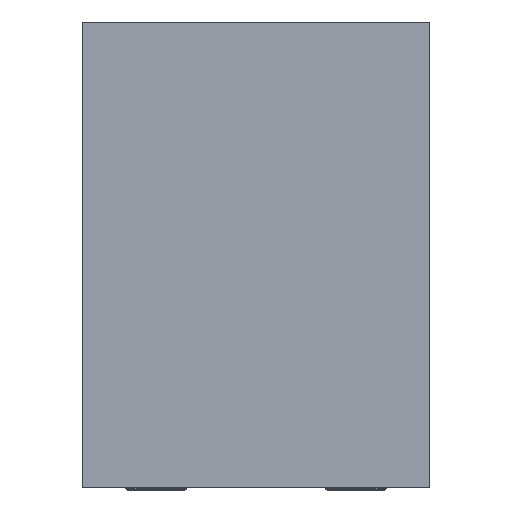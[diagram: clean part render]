
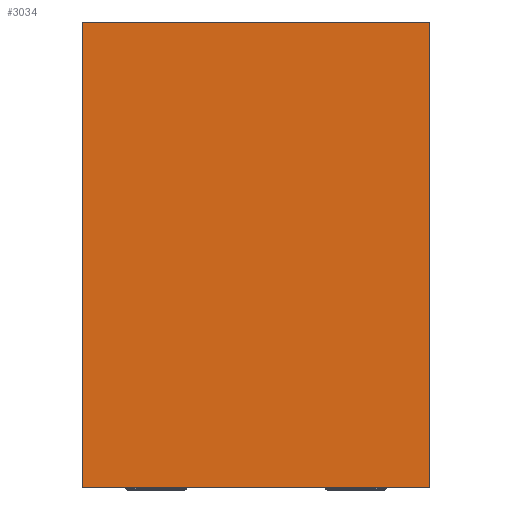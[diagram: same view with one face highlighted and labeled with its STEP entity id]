
A CAD part, top view. The second image highlights one B-rep face of the part: STEP entity #3034.
In plain terms, the highlighted planar face has unit normal (0, 0, 1).
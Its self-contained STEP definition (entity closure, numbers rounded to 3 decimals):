
#340 = PLANE('',#341);
#341 = AXIS2_PLACEMENT_3D('',#342,#343,#344);
#342 = CARTESIAN_POINT('',(-7.95,10.65,0.));
#343 = DIRECTION('',(0.,1.,0.));
#344 = DIRECTION('',(1.,0.,0.));
#366 = PLANE('',#367);
#367 = AXIS2_PLACEMENT_3D('',#368,#369,#370);
#368 = CARTESIAN_POINT('',(-7.95,-10.65,0.));
#369 = DIRECTION('',(-1.,0.,0.));
#370 = DIRECTION('',(0.,1.,0.));
#442 = PLANE('',#443);
#443 = AXIS2_PLACEMENT_3D('',#444,#445,#446);
#444 = CARTESIAN_POINT('',(7.95,-10.65,0.));
#445 = DIRECTION('',(0.,-1.,0.));
#446 = DIRECTION('',(-1.,0.,0.));
#470 = PLANE('',#471);
#471 = AXIS2_PLACEMENT_3D('',#472,#473,#474);
#472 = CARTESIAN_POINT('',(7.95,10.65,0.));
#473 = DIRECTION('',(1.,0.,0.));
#474 = DIRECTION('',(0.,-1.,0.));
#1305 = VERTEX_POINT('',#1306);
#1306 = CARTESIAN_POINT('',(-7.95,10.65,13.6));
#1327 = EDGE_CURVE('',#1305,#1328,#1330,.T.);
#1328 = VERTEX_POINT('',#1329);
#1329 = CARTESIAN_POINT('',(7.95,10.65,13.6));
#1330 = SURFACE_CURVE('',#1331,(#1335,#1342),.PCURVE_S1.);
#1331 = LINE('',#1332,#1333);
#1332 = CARTESIAN_POINT('',(-7.95,10.65,13.6));
#1333 = VECTOR('',#1334,1.);
#1334 = DIRECTION('',(1.,0.,0.));
#1335 = PCURVE('',#340,#1336);
#1336 = DEFINITIONAL_REPRESENTATION('',(#1337),#1341);
#1337 = LINE('',#1338,#1339);
#1338 = CARTESIAN_POINT('',(0.,-13.6));
#1339 = VECTOR('',#1340,1.);
#1340 = DIRECTION('',(1.,0.));
#1341 = ( GEOMETRIC_REPRESENTATION_CONTEXT(2) 
PARAMETRIC_REPRESENTATION_CONTEXT() REPRESENTATION_CONTEXT('2D SPACE',''
  ) );
#1342 = PCURVE('',#1343,#1348);
#1343 = PLANE('',#1344);
#1344 = AXIS2_PLACEMENT_3D('',#1345,#1346,#1347);
#1345 = CARTESIAN_POINT('',(-7.95,10.65,13.6));
#1346 = DIRECTION('',(0.,0.,1.));
#1347 = DIRECTION('',(1.,0.,0.));
#1348 = DEFINITIONAL_REPRESENTATION('',(#1349),#1353);
#1349 = LINE('',#1350,#1351);
#1350 = CARTESIAN_POINT('',(0.,0.));
#1351 = VECTOR('',#1352,1.);
#1352 = DIRECTION('',(1.,0.));
#1353 = ( GEOMETRIC_REPRESENTATION_CONTEXT(2) 
PARAMETRIC_REPRESENTATION_CONTEXT() REPRESENTATION_CONTEXT('2D SPACE',''
  ) );
#1381 = VERTEX_POINT('',#1382);
#1382 = CARTESIAN_POINT('',(-7.95,-10.65,13.6));
#1403 = EDGE_CURVE('',#1381,#1305,#1404,.T.);
#1404 = SURFACE_CURVE('',#1405,(#1409,#1416),.PCURVE_S1.);
#1405 = LINE('',#1406,#1407);
#1406 = CARTESIAN_POINT('',(-7.95,-10.65,13.6));
#1407 = VECTOR('',#1408,1.);
#1408 = DIRECTION('',(0.,1.,0.));
#1409 = PCURVE('',#366,#1410);
#1410 = DEFINITIONAL_REPRESENTATION('',(#1411),#1415);
#1411 = LINE('',#1412,#1413);
#1412 = CARTESIAN_POINT('',(0.,-13.6));
#1413 = VECTOR('',#1414,1.);
#1414 = DIRECTION('',(1.,0.));
#1415 = ( GEOMETRIC_REPRESENTATION_CONTEXT(2) 
PARAMETRIC_REPRESENTATION_CONTEXT() REPRESENTATION_CONTEXT('2D SPACE',''
  ) );
#1416 = PCURVE('',#1343,#1417);
#1417 = DEFINITIONAL_REPRESENTATION('',(#1418),#1422);
#1418 = LINE('',#1419,#1420);
#1419 = CARTESIAN_POINT('',(0.,-21.3));
#1420 = VECTOR('',#1421,1.);
#1421 = DIRECTION('',(0.,1.));
#1422 = ( GEOMETRIC_REPRESENTATION_CONTEXT(2) 
PARAMETRIC_REPRESENTATION_CONTEXT() REPRESENTATION_CONTEXT('2D SPACE',''
  ) );
#1432 = EDGE_CURVE('',#1328,#1433,#1435,.T.);
#1433 = VERTEX_POINT('',#1434);
#1434 = CARTESIAN_POINT('',(7.95,-10.65,13.6));
#1435 = SURFACE_CURVE('',#1436,(#1440,#1447),.PCURVE_S1.);
#1436 = LINE('',#1437,#1438);
#1437 = CARTESIAN_POINT('',(7.95,10.65,13.6));
#1438 = VECTOR('',#1439,1.);
#1439 = DIRECTION('',(0.,-1.,0.));
#1440 = PCURVE('',#470,#1441);
#1441 = DEFINITIONAL_REPRESENTATION('',(#1442),#1446);
#1442 = LINE('',#1443,#1444);
#1443 = CARTESIAN_POINT('',(0.,-13.6));
#1444 = VECTOR('',#1445,1.);
#1445 = DIRECTION('',(1.,0.));
#1446 = ( GEOMETRIC_REPRESENTATION_CONTEXT(2) 
PARAMETRIC_REPRESENTATION_CONTEXT() REPRESENTATION_CONTEXT('2D SPACE',''
  ) );
#1447 = PCURVE('',#1343,#1448);
#1448 = DEFINITIONAL_REPRESENTATION('',(#1449),#1453);
#1449 = LINE('',#1450,#1451);
#1450 = CARTESIAN_POINT('',(15.9,0.));
#1451 = VECTOR('',#1452,1.);
#1452 = DIRECTION('',(0.,-1.));
#1453 = ( GEOMETRIC_REPRESENTATION_CONTEXT(2) 
PARAMETRIC_REPRESENTATION_CONTEXT() REPRESENTATION_CONTEXT('2D SPACE',''
  ) );
#1738 = EDGE_CURVE('',#1433,#1381,#1739,.T.);
#1739 = SURFACE_CURVE('',#1740,(#1744,#1751),.PCURVE_S1.);
#1740 = LINE('',#1741,#1742);
#1741 = CARTESIAN_POINT('',(7.95,-10.65,13.6));
#1742 = VECTOR('',#1743,1.);
#1743 = DIRECTION('',(-1.,0.,0.));
#1744 = PCURVE('',#442,#1745);
#1745 = DEFINITIONAL_REPRESENTATION('',(#1746),#1750);
#1746 = LINE('',#1747,#1748);
#1747 = CARTESIAN_POINT('',(0.,-13.6));
#1748 = VECTOR('',#1749,1.);
#1749 = DIRECTION('',(1.,0.));
#1750 = ( GEOMETRIC_REPRESENTATION_CONTEXT(2) 
PARAMETRIC_REPRESENTATION_CONTEXT() REPRESENTATION_CONTEXT('2D SPACE',''
  ) );
#1751 = PCURVE('',#1343,#1752);
#1752 = DEFINITIONAL_REPRESENTATION('',(#1753),#1757);
#1753 = LINE('',#1754,#1755);
#1754 = CARTESIAN_POINT('',(15.9,-21.3));
#1755 = VECTOR('',#1756,1.);
#1756 = DIRECTION('',(-1.,0.));
#1757 = ( GEOMETRIC_REPRESENTATION_CONTEXT(2) 
PARAMETRIC_REPRESENTATION_CONTEXT() REPRESENTATION_CONTEXT('2D SPACE',''
  ) );
#3034 = ADVANCED_FACE('',(#3035),#1343,.T.);
#3035 = FACE_BOUND('',#3036,.F.);
#3036 = EDGE_LOOP('',(#3037,#3038,#3039,#3040));
#3037 = ORIENTED_EDGE('',*,*,#1327,.T.);
#3038 = ORIENTED_EDGE('',*,*,#1432,.T.);
#3039 = ORIENTED_EDGE('',*,*,#1738,.T.);
#3040 = ORIENTED_EDGE('',*,*,#1403,.T.);
